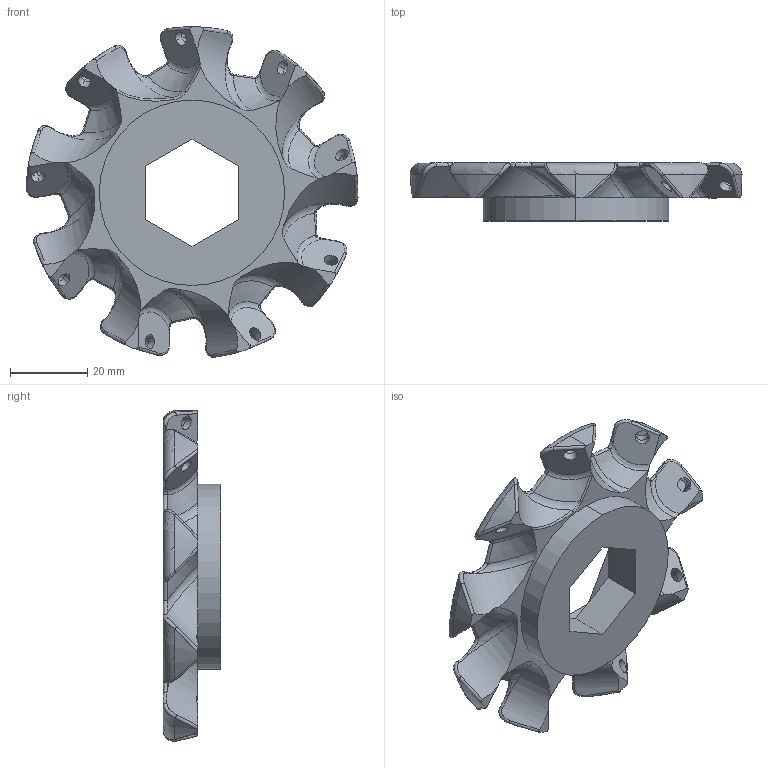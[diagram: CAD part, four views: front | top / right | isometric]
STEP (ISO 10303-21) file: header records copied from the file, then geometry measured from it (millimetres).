
FILE_DESCRIPTION (( 'STEP AP214' ), '1' );
FILE_NAME ('mecanumWheel_2b.STEP', '2024-11-24T10:36:05', ( '' ), ( '' ), 'SwSTEP 2.0', 'SolidWorks 2021', '' );
FILE_SCHEMA (( 'AUTOMOTIVE_DESIGN' ));
Length unit declared in the file: millimetre
Products named in the file (1): mecanumWheel_2b
Bounding box: 85.95 x 15 x 85.58 mm (x, y, z)
Volume: 34754.6 mm3; surface area: 13952.7 mm2
Topology: 1 solids, 1 shells, 229 faces, 555 edges, 339 vertices
Faces by surface type: bspline 76, cylinder 56, plane 43, cone 27, torus 27
Entity records: 10178 total; most frequent: CARTESIAN_POINT 5459, ORIENTED_EDGE 1110, DIRECTION 844, EDGE_CURVE 555, AXIS2_PLACEMENT_3D 367, VERTEX_POINT 339, EDGE_LOOP 242, ADVANCED_FACE 229
